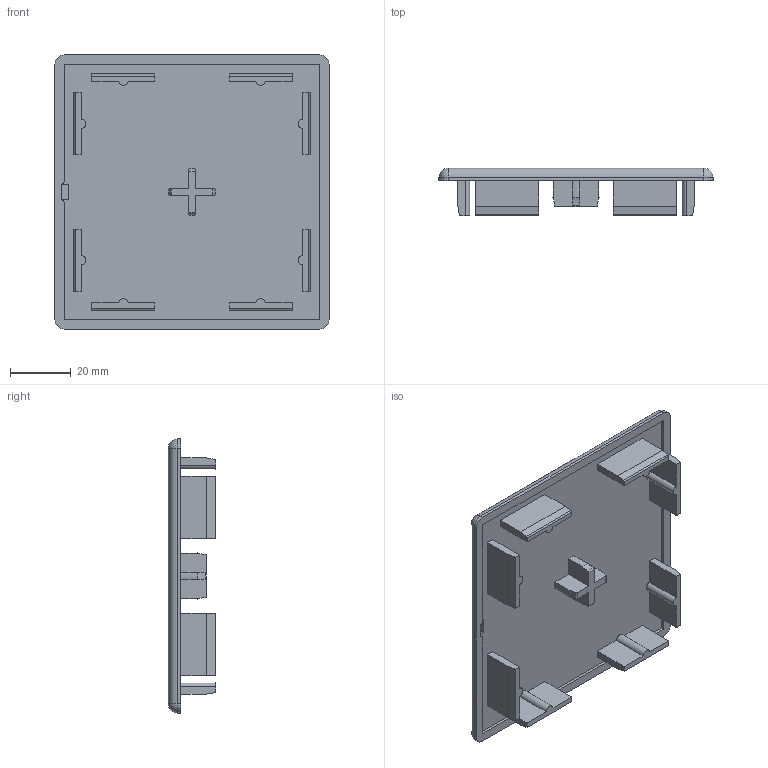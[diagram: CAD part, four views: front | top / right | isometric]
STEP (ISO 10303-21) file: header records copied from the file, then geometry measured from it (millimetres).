
FILE_DESCRIPTION(/* description */ (''),/* implementation_level */ '2;1');
FILE_NAME(/* name */ '1008312.stp',/* time_stamp */ '2024-07-23T14:39:40+02:00',/* author */ ('Bo'),/* organization */ (''),/* preprocessor_version */ 'ST-DEVELOPER v20',/* originating_system */ 'Autodesk Inventor 2025',/* authorisation */ ' ');
FILE_SCHEMA (('AUTOMOTIVE_DESIGN { 1 0 10303 214 3 1 1 }'));
Length unit declared in the file: millimetre
Products named in the file (1): 1008312
Bounding box: 90 x 15.5 x 90 mm (x, y, z)
Volume: 30447.5 mm3; surface area: 22719.2 mm2
Topology: 1 solids, 1 shells, 118 faces, 308 edges, 198 vertices
Faces by surface type: plane 82, cylinder 24, cone 4, torus 4, sphere 4
Entity records: 3668 total; most frequent: CARTESIAN_POINT 693, ORIENTED_EDGE 608, DIRECTION 598, EDGE_CURVE 304, LINE 232, VECTOR 232, VERTEX_POINT 198, AXIS2_PLACEMENT_3D 183
